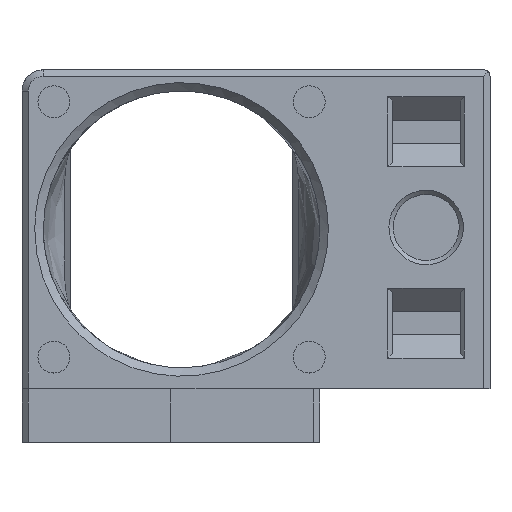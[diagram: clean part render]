
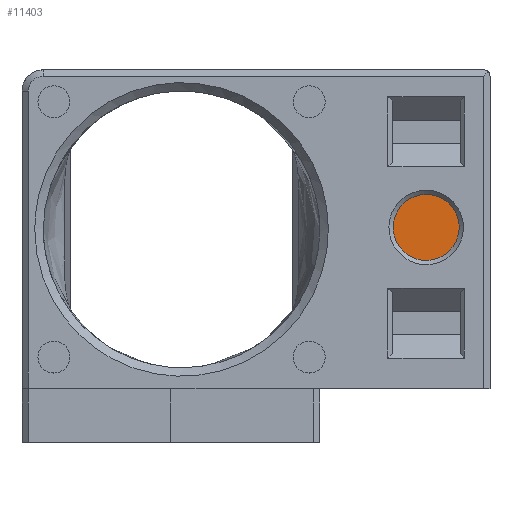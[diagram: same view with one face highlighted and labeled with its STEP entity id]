
A CAD part, front view. The second image highlights one B-rep face of the part: STEP entity #11403.
In plain terms, the highlighted free-form (B-spline) face has degree [1, 1] with [2, 2] control points.
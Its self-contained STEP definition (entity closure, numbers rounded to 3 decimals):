
#5128 = ( BOUNDED_SURFACE() B_SPLINE_SURFACE(1,2,(
    (#5129,#5130,#5131,#5132,#5133,#5134,#5135,#5136,#5137)
    ,(#5138,#5139,#5140,#5141,#5142,#5143,#5144,#5145,#5146
)),.UNSPECIFIED.,.F.,.T.,.F.) B_SPLINE_SURFACE_WITH_KNOTS((2,2),(1,2,2,2
    ,2,2,1),(0.129,0.774),(-4.712,
    -3.142,-1.571,0.,1.571,3.142,
4.712),.UNSPECIFIED.) GEOMETRIC_REPRESENTATION_ITEM() 
RATIONAL_B_SPLINE_SURFACE((
    (1.,0.707,1.,0.707,1.,0.707,1.
      ,0.707,1.)
    ,(1.,0.707,1.,0.707,1.,0.707,1.
,0.707,1.))) REPRESENTATION_ITEM('') SURFACE() );
#5129 = CARTESIAN_POINT('',(312.355,-37.3,-0.366));
#5130 = CARTESIAN_POINT('',(312.355,-37.3,2.734));
#5131 = CARTESIAN_POINT('',(315.455,-37.3,2.734));
#5132 = CARTESIAN_POINT('',(318.555,-37.3,2.734));
#5133 = CARTESIAN_POINT('',(318.555,-37.3,-0.366));
#5134 = CARTESIAN_POINT('',(318.555,-37.3,-3.466));
#5135 = CARTESIAN_POINT('',(315.455,-37.3,-3.466));
#5136 = CARTESIAN_POINT('',(312.355,-37.3,-3.466));
#5137 = CARTESIAN_POINT('',(312.355,-37.3,-0.366));
#5138 = CARTESIAN_POINT('',(312.355,-35.3,-0.366));
#5139 = CARTESIAN_POINT('',(312.355,-35.3,2.734));
#5140 = CARTESIAN_POINT('',(315.455,-35.3,2.734));
#5141 = CARTESIAN_POINT('',(318.555,-35.3,2.734));
#5142 = CARTESIAN_POINT('',(318.555,-35.3,-0.366));
#5143 = CARTESIAN_POINT('',(318.555,-35.3,-3.466));
#5144 = CARTESIAN_POINT('',(315.455,-35.3,-3.466));
#5145 = CARTESIAN_POINT('',(312.355,-35.3,-3.466));
#5146 = CARTESIAN_POINT('',(312.355,-35.3,-0.366));
#9113 = VERTEX_POINT('',#9114);
#9114 = CARTESIAN_POINT('',(312.355,-35.3,-0.366));
#9134 = EDGE_CURVE('',#9113,#9113,#9135,.T.);
#9135 = SURFACE_CURVE('',#9136,(#9146,#9153),.PCURVE_S1.);
#9136 = ( BOUNDED_CURVE() B_SPLINE_CURVE(2,(#9137,#9138,#9139,#9140,
    #9141,#9142,#9143,#9144,#9145),.UNSPECIFIED.,.T.,.F.) 
B_SPLINE_CURVE_WITH_KNOTS((3,2,2,2,3),(-3.142,-1.571,0.
,1.571,3.142),.UNSPECIFIED.) CURVE() 
GEOMETRIC_REPRESENTATION_ITEM() RATIONAL_B_SPLINE_CURVE((1.,
    0.707,1.,0.707,1.,0.707,1.,0.707
,1.)) REPRESENTATION_ITEM('') );
#9137 = CARTESIAN_POINT('',(312.355,-35.3,-0.366));
#9138 = CARTESIAN_POINT('',(312.355,-35.3,2.734));
#9139 = CARTESIAN_POINT('',(315.455,-35.3,2.734));
#9140 = CARTESIAN_POINT('',(318.555,-35.3,2.734));
#9141 = CARTESIAN_POINT('',(318.555,-35.3,-0.366));
#9142 = CARTESIAN_POINT('',(318.555,-35.3,-3.466));
#9143 = CARTESIAN_POINT('',(315.455,-35.3,-3.466));
#9144 = CARTESIAN_POINT('',(312.355,-35.3,-3.466));
#9145 = CARTESIAN_POINT('',(312.355,-35.3,-0.366));
#9146 = PCURVE('',#5128,#9147);
#9147 = DEFINITIONAL_REPRESENTATION('',(#9148),#9152);
#9148 = LINE('',#9149,#9150);
#9149 = CARTESIAN_POINT('',(0.774,0.));
#9150 = VECTOR('',#9151,1.);
#9151 = DIRECTION('',(0.,1.));
#9152 = ( GEOMETRIC_REPRESENTATION_CONTEXT(2) 
PARAMETRIC_REPRESENTATION_CONTEXT() REPRESENTATION_CONTEXT('2D SPACE',''
  ) );
#9153 = PCURVE('',#9154,#9159);
#9154 = B_SPLINE_SURFACE_WITH_KNOTS('',1,1,(
    (#9155,#9156)
    ,(#9157,#9158
  )),.UNSPECIFIED.,.F.,.F.,.F.,(2,2),(2,2),(-0.311,0.311),(-0.311,0.311)
  ,.PIECEWISE_BEZIER_KNOTS.);
#9155 = CARTESIAN_POINT('',(312.345,-35.3,-3.476));
#9156 = CARTESIAN_POINT('',(312.345,-35.3,2.744));
#9157 = CARTESIAN_POINT('',(318.565,-35.3,-3.476));
#9158 = CARTESIAN_POINT('',(318.565,-35.3,2.744));
#9159 = DEFINITIONAL_REPRESENTATION('',(#9160),#9186);
#9160 = B_SPLINE_CURVE_WITH_KNOTS('',3,(#9161,#9162,#9163,#9164,#9165,
    #9166,#9167,#9168,#9169,#9170,#9171,#9172,#9173,#9174,#9175,#9176,
    #9177,#9178,#9179,#9180,#9181,#9182,#9183,#9184,#9185),
  .UNSPECIFIED.,.T.,.F.,(4,1,1,1,1,1,1,1,1,1,1,1,1,1,1,1,1,1,1,1,1,1,4),
  (-3.142,-2.856,-2.57,-2.285,
    -1.999,-1.714,-1.428,-1.142,
    -0.857,-0.571,-0.286,0.,0.286,
    0.571,0.857,1.142,1.428,
    1.714,1.999,2.285,2.57,
    2.856,3.142),.UNSPECIFIED.);
#9161 = CARTESIAN_POINT('',(-0.31,0.));
#9162 = CARTESIAN_POINT('',(-0.31,0.026));
#9163 = CARTESIAN_POINT('',(-0.303,0.083));
#9164 = CARTESIAN_POINT('',(-0.267,0.167));
#9165 = CARTESIAN_POINT('',(-0.205,0.239));
#9166 = CARTESIAN_POINT('',(-0.126,0.288));
#9167 = CARTESIAN_POINT('',(-0.04,0.311));
#9168 = CARTESIAN_POINT('',(0.04,0.311));
#9169 = CARTESIAN_POINT('',(0.126,0.288));
#9170 = CARTESIAN_POINT('',(0.205,0.239));
#9171 = CARTESIAN_POINT('',(0.267,0.167));
#9172 = CARTESIAN_POINT('',(0.303,0.082));
#9173 = CARTESIAN_POINT('',(0.313,0.));
#9174 = CARTESIAN_POINT('',(0.303,-0.082));
#9175 = CARTESIAN_POINT('',(0.267,-0.167));
#9176 = CARTESIAN_POINT('',(0.205,-0.239));
#9177 = CARTESIAN_POINT('',(0.126,-0.288));
#9178 = CARTESIAN_POINT('',(0.04,-0.311));
#9179 = CARTESIAN_POINT('',(-0.04,-0.311));
#9180 = CARTESIAN_POINT('',(-0.126,-0.288));
#9181 = CARTESIAN_POINT('',(-0.205,-0.239));
#9182 = CARTESIAN_POINT('',(-0.267,-0.167));
#9183 = CARTESIAN_POINT('',(-0.303,-0.083));
#9184 = CARTESIAN_POINT('',(-0.31,-0.026));
#9185 = CARTESIAN_POINT('',(-0.31,0.));
#9186 = ( GEOMETRIC_REPRESENTATION_CONTEXT(2) 
PARAMETRIC_REPRESENTATION_CONTEXT() REPRESENTATION_CONTEXT('2D SPACE',''
  ) );
#11403 = ADVANCED_FACE('',(#11404),#9154,.T.);
#11404 = FACE_BOUND('',#11405,.T.);
#11405 = EDGE_LOOP('',(#11406));
#11406 = ORIENTED_EDGE('',*,*,#9134,.F.);
